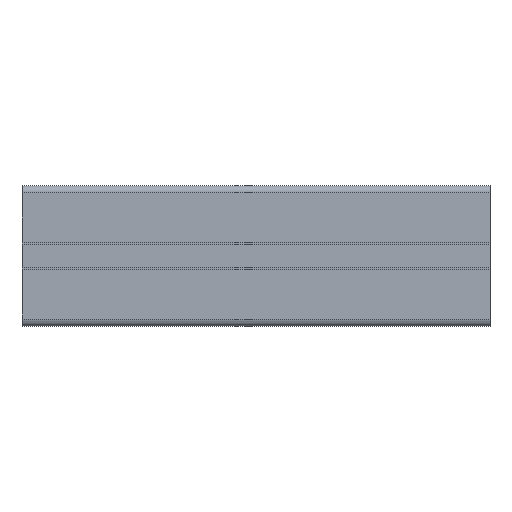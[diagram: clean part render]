
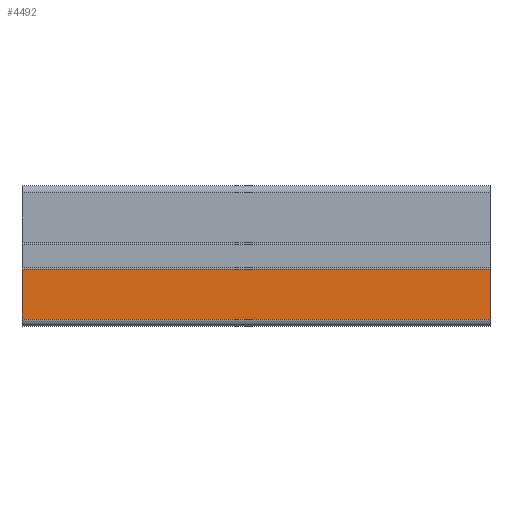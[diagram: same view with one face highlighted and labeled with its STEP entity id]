
A CAD part, top view. The second image highlights one B-rep face of the part: STEP entity #4492.
In plain terms, the highlighted planar face has unit normal (0, 0, 1).
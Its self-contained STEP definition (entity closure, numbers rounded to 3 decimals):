
#102 = VERTEX_POINT ( 'NONE', #362 ) ;
#106 = VERTEX_POINT ( 'NONE', #366 ) ;
#115 = VERTEX_POINT ( 'NONE', #375 ) ;
#116 = VERTEX_POINT ( 'NONE', #376 ) ;
#362 = CARTESIAN_POINT ( 'NONE',  ( 0., -5.8, 30. ) ) ;
#366 = CARTESIAN_POINT ( 'NONE',  ( -200., -27., 30. ) ) ;
#375 = CARTESIAN_POINT ( 'NONE',  ( 0., -27., 30. ) ) ;
#376 = CARTESIAN_POINT ( 'NONE',  ( -200., -5.8, 30. ) ) ;
#994 = PLANE ( 'NONE',  #5138 ) ;
#997 = CARTESIAN_POINT ( 'NONE',  ( -284.853, -5.8, 30. ) ) ;
#1006 = DIRECTION ( 'NONE',  ( 0., 0., 1. ) ) ;
#1007 = DIRECTION ( 'NONE',  ( 1., 0., 0. ) ) ;
#2404 = LINE ( 'NONE', #3596, #2405 ) ;
#2405 = VECTOR ( 'NONE', #3597, 1000. ) ;
#2409 = LINE ( 'NONE', #3604, #2414 ) ;
#2414 = VECTOR ( 'NONE', #3608, 1000. ) ;
#2436 = LINE ( 'NONE', #3669, #2485 ) ;
#2457 = LINE ( 'NONE', #3651, #2458 ) ;
#2458 = VECTOR ( 'NONE', #3652, 1000. ) ;
#2485 = VECTOR ( 'NONE', #3680, 1000. ) ;
#3596 = CARTESIAN_POINT ( 'NONE',  ( -284.853, -27., 30. ) ) ;
#3597 = DIRECTION ( 'NONE',  ( 1., 0., 0. ) ) ;
#3604 = CARTESIAN_POINT ( 'NONE',  ( -284.853, -5.8, 30. ) ) ;
#3608 = DIRECTION ( 'NONE',  ( 1., 0., 0. ) ) ;
#3651 = CARTESIAN_POINT ( 'NONE',  ( -200., -5.8, 30. ) ) ;
#3652 = DIRECTION ( 'NONE',  ( 0., 1., 0. ) ) ;
#3669 = CARTESIAN_POINT ( 'NONE',  ( 0., -5.8, 30. ) ) ;
#3680 = DIRECTION ( 'NONE',  ( 0., -1., 0. ) ) ;
#3838 = ORIENTED_EDGE ( 'NONE', *, *, #5024, .F. ) ;
#3844 = ORIENTED_EDGE ( 'NONE', *, *, #4988, .F. ) ;
#3846 = ORIENTED_EDGE ( 'NONE', *, *, #4983, .T. ) ;
#3848 = ORIENTED_EDGE ( 'NONE', *, *, #5010, .F. ) ;
#4374 = FACE_OUTER_BOUND ( 'NONE', #5197, .T. ) ;
#4492 = ADVANCED_FACE ( 'NONE', ( #4374 ), #994, .T. ) ;
#4983 = EDGE_CURVE ( 'NONE', #106, #115, #2404, .T. ) ;
#4988 = EDGE_CURVE ( 'NONE', #116, #102, #2409, .T. ) ;
#5010 = EDGE_CURVE ( 'NONE', #106, #116, #2457, .T. ) ;
#5024 = EDGE_CURVE ( 'NONE', #102, #115, #2436, .T. ) ;
#5138 = AXIS2_PLACEMENT_3D ( 'NONE', #997, #1006, #1007 ) ;
#5197 = EDGE_LOOP ( 'NONE', ( #3848, #3846, #3838, #3844 ) ) ;
